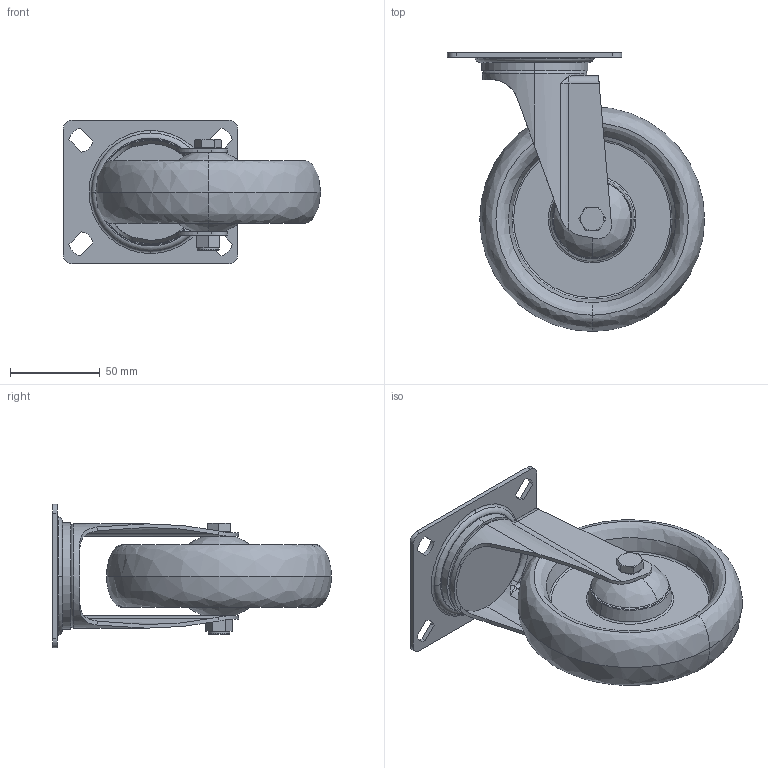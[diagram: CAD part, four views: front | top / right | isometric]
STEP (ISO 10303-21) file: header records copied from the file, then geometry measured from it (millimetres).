
FILE_DESCRIPTION (( 'STEP AP214' ), '1' );
FILE_NAME ('0024996.step', '2021-05-17T09:56:35', ( 'Windows-Benutzer' ), ( '' ), 'SwSTEP 2.0', 'SolidWorks 2020', '' );
FILE_SCHEMA (( 'AUTOMOTIVE_DESIGN' ));
Length unit declared in the file: millimetre
Products named in the file (1): 0024996
Bounding box: 143 x 155 x 80 mm (x, y, z)
Volume: 292579.6 mm3; surface area: 122572.4 mm2
Topology: 7 solids, 7 shells, 248 faces, 570 edges, 352 vertices
Faces by surface type: plane 76, cylinder 64, torus 50, cone 34, bspline 24
Entity records: 10438 total; most frequent: CARTESIAN_POINT 1977, DIRECTION 1258, ORIENTED_EDGE 1132, EDGE_CURVE 566, AXIS2_PLACEMENT_3D 535, VERTEX_POINT 352, CIRCLE 310, EDGE_LOOP 290
